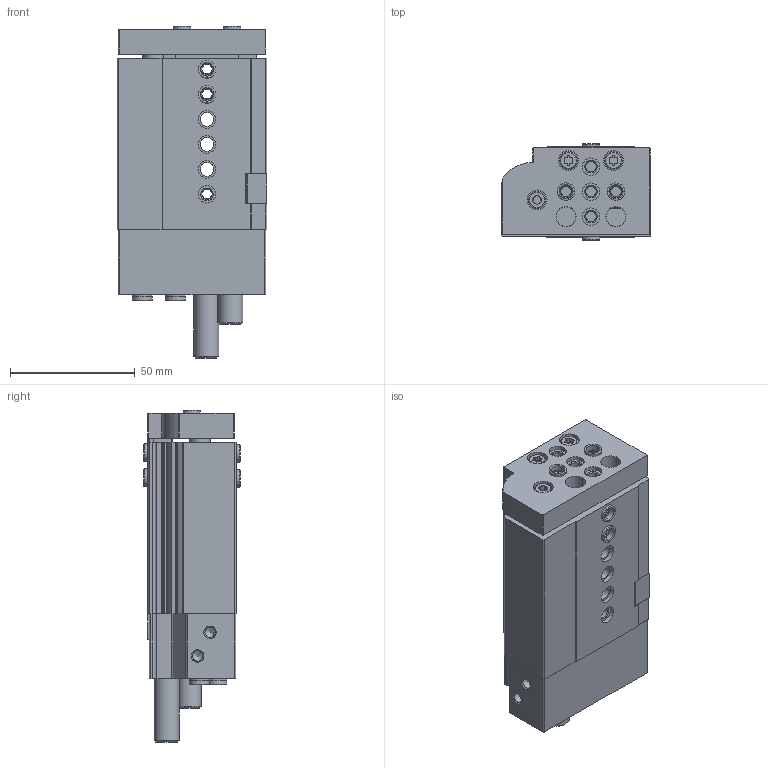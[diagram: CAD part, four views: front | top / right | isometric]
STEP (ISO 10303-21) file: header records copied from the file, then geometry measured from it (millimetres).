
FILE_DESCRIPTION(/* description */ ('STEP AP214'),/* implementation_level */ '2;1');
FILE_NAME(/* name */ '543969_DGSL-12-10-P1A',/* time_stamp */ '2024-08-16T00:23:01+02:00',/* author */ ('License CC BY-ND 4.0'),/* organization */ ('CADENAS'),/* preprocessor_version */ 'ST-DEVELOPER v19.3',/* originating_system */ 'PARTsolutions',/* authorisation */ ' ');
FILE_SCHEMA (('AUTOMOTIVE_DESIGN {1 0 10303 214 3 1 1}'));
Length unit declared in the file: millimetre
Products named in the file (7): 543969 DGSL-12-10-P1A---(0); DGSL-12---(10-0-0-20-zr); 548374 DYEF-M10-Y1F_P; 174308 B-M5-B; 686786 DGSL-12-AS; DGSL-12---(10-0-JP); 8146544 ZBH-7-B
Assembly tree (13 placements, depth 2):
  543969 DGSL-12-10-P1A---(0)
    DGSL-12---(10-0-0-20-zr)
    548374 DYEF-M10-Y1F_P  x2
    174308 B-M5-B  x2
    686786 DGSL-12-AS
    DGSL-12---(10-0-JP)
    8146544 ZBH-7-B  x6
Bounding box: 60 x 38.6 x 132.9 mm (x, y, z)
Volume: 173284.8 mm3; surface area: 57174 mm2
Topology: 13 solids, 13 shells, 635 faces, 1556 edges, 1011 vertices
Faces by surface type: plane 321, cylinder 230, cone 63, torus 21
Full cylindrical faces by diameter (mm): 2.459 x1, 3.242 x1, 4 x1, 4.134 x15, 5 x2, 5.459 x2, 5.5 x3, 6 x4, 7 x23, 7.2 x2, 7.8 x2, 8 x15, 8.08 x2, 8.917 x2, 9 x6, 10 x2, 16 x2
Entity records: 16392 total; most frequent: CARTESIAN_POINT 2878, DIRECTION 2818, ORIENTED_EDGE 2462, EDGE_CURVE 1231, AXIS2_PLACEMENT_3D 1067, VERTEX_POINT 888, FACE_BOUND 803, EDGE_LOOP 797
